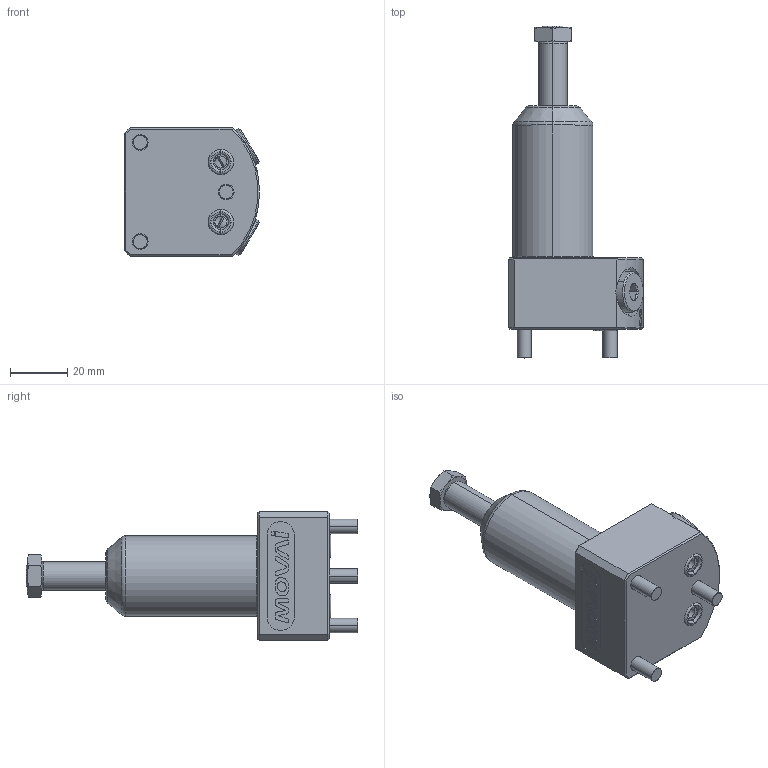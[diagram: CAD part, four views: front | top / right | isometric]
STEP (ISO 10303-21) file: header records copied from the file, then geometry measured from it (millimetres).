
FILE_DESCRIPTION (( 'STEP AP214' ), '1' );
FILE_NAME ('MVI-FI141016-45D.step', '2023-11-02T17:56:59', ( '' ), ( '' ), 'SwSTEP 2.0', 'SolidWorks 2020', '' );
FILE_SCHEMA (( 'AUTOMOTIVE_DESIGN' ));
Length unit declared in the file: millimetre
Products named in the file (1): MVI-FI141016-45D
Bounding box: 47.15 x 115.9 x 45 mm (x, y, z)
Volume: 80117.1 mm3; surface area: 21727.8 mm2
Topology: 8 solids, 10 shells, 379 faces, 864 edges, 532 vertices
Faces by surface type: plane 145, cylinder 104, cone 66, bspline 34, torus 30
Entity records: 16315 total; most frequent: CARTESIAN_POINT 6366, DIRECTION 1730, ORIENTED_EDGE 1712, EDGE_CURVE 856, AXIS2_PLACEMENT_3D 680, VERTEX_POINT 532, EDGE_LOOP 428, ADVANCED_FACE 379
